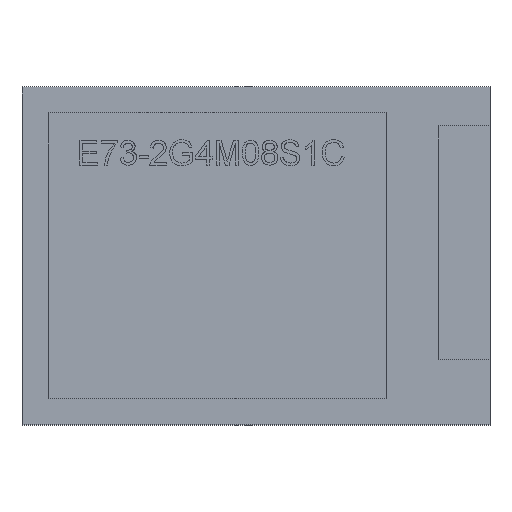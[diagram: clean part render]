
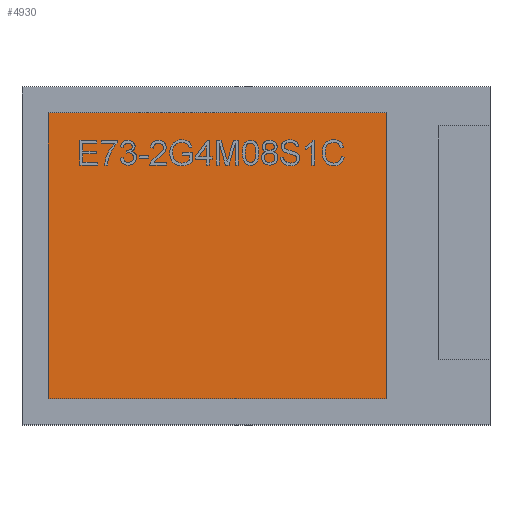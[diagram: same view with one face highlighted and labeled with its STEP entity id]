
A CAD part, top view. The second image highlights one B-rep face of the part: STEP entity #4930.
In plain terms, the highlighted planar face has unit normal (0, 0, 1).
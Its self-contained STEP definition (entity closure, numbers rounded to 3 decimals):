
#4616 = VERTEX_POINT('',#4617);
#4617 = CARTESIAN_POINT('',(1.,-5.5,2.8));
#4624 = PLANE('',#4625);
#4625 = AXIS2_PLACEMENT_3D('',#4626,#4627,#4628);
#4626 = CARTESIAN_POINT('',(1.,-5.5,0.8));
#4627 = DIRECTION('',(1.,0.,0.));
#4628 = DIRECTION('',(0.,0.,1.));
#4636 = PLANE('',#4637);
#4637 = AXIS2_PLACEMENT_3D('',#4638,#4639,#4640);
#4638 = CARTESIAN_POINT('',(1.,-5.5,0.8));
#4639 = DIRECTION('',(0.,1.,0.));
#4640 = DIRECTION('',(0.,0.,1.));
#4677 = VERTEX_POINT('',#4678);
#4678 = CARTESIAN_POINT('',(1.,5.5,2.8));
#4692 = PLANE('',#4693);
#4693 = AXIS2_PLACEMENT_3D('',#4694,#4695,#4696);
#4694 = CARTESIAN_POINT('',(1.,5.5,0.8));
#4695 = DIRECTION('',(0.,1.,0.));
#4696 = DIRECTION('',(0.,0.,1.));
#4704 = EDGE_CURVE('',#4616,#4677,#4705,.T.);
#4705 = SURFACE_CURVE('',#4706,(#4710,#4717),.PCURVE_S1.);
#4706 = LINE('',#4707,#4708);
#4707 = CARTESIAN_POINT('',(1.,-5.5,2.8));
#4708 = VECTOR('',#4709,1.);
#4709 = DIRECTION('',(0.,1.,0.));
#4710 = PCURVE('',#4624,#4711);
#4711 = DEFINITIONAL_REPRESENTATION('',(#4712),#4716);
#4712 = LINE('',#4713,#4714);
#4713 = CARTESIAN_POINT('',(2.,0.));
#4714 = VECTOR('',#4715,1.);
#4715 = DIRECTION('',(0.,-1.));
#4716 = ( GEOMETRIC_REPRESENTATION_CONTEXT(2) 
PARAMETRIC_REPRESENTATION_CONTEXT() REPRESENTATION_CONTEXT('2D SPACE',''
  ) );
#4717 = PCURVE('',#4718,#4723);
#4718 = PLANE('',#4719);
#4719 = AXIS2_PLACEMENT_3D('',#4720,#4721,#4722);
#4720 = CARTESIAN_POINT('',(1.,-5.5,2.8));
#4721 = DIRECTION('',(0.,0.,1.));
#4722 = DIRECTION('',(1.,0.,0.));
#4723 = DEFINITIONAL_REPRESENTATION('',(#4724),#4728);
#4724 = LINE('',#4725,#4726);
#4725 = CARTESIAN_POINT('',(0.,0.));
#4726 = VECTOR('',#4727,1.);
#4727 = DIRECTION('',(0.,1.));
#4728 = ( GEOMETRIC_REPRESENTATION_CONTEXT(2) 
PARAMETRIC_REPRESENTATION_CONTEXT() REPRESENTATION_CONTEXT('2D SPACE',''
  ) );
#4736 = VERTEX_POINT('',#4737);
#4737 = CARTESIAN_POINT('',(14.,-5.5,2.8));
#4744 = PLANE('',#4745);
#4745 = AXIS2_PLACEMENT_3D('',#4746,#4747,#4748);
#4746 = CARTESIAN_POINT('',(14.,-5.5,0.8));
#4747 = DIRECTION('',(1.,0.,0.));
#4748 = DIRECTION('',(0.,0.,1.));
#4787 = VERTEX_POINT('',#4788);
#4788 = CARTESIAN_POINT('',(14.,5.5,2.8));
#4809 = EDGE_CURVE('',#4736,#4787,#4810,.T.);
#4810 = SURFACE_CURVE('',#4811,(#4815,#4822),.PCURVE_S1.);
#4811 = LINE('',#4812,#4813);
#4812 = CARTESIAN_POINT('',(14.,-5.5,2.8));
#4813 = VECTOR('',#4814,1.);
#4814 = DIRECTION('',(0.,1.,0.));
#4815 = PCURVE('',#4744,#4816);
#4816 = DEFINITIONAL_REPRESENTATION('',(#4817),#4821);
#4817 = LINE('',#4818,#4819);
#4818 = CARTESIAN_POINT('',(2.,0.));
#4819 = VECTOR('',#4820,1.);
#4820 = DIRECTION('',(0.,-1.));
#4821 = ( GEOMETRIC_REPRESENTATION_CONTEXT(2) 
PARAMETRIC_REPRESENTATION_CONTEXT() REPRESENTATION_CONTEXT('2D SPACE',''
  ) );
#4822 = PCURVE('',#4718,#4823);
#4823 = DEFINITIONAL_REPRESENTATION('',(#4824),#4828);
#4824 = LINE('',#4825,#4826);
#4825 = CARTESIAN_POINT('',(13.,0.));
#4826 = VECTOR('',#4827,1.);
#4827 = DIRECTION('',(0.,1.));
#4828 = ( GEOMETRIC_REPRESENTATION_CONTEXT(2) 
PARAMETRIC_REPRESENTATION_CONTEXT() REPRESENTATION_CONTEXT('2D SPACE',''
  ) );
#4855 = EDGE_CURVE('',#4616,#4736,#4856,.T.);
#4856 = SURFACE_CURVE('',#4857,(#4861,#4868),.PCURVE_S1.);
#4857 = LINE('',#4858,#4859);
#4858 = CARTESIAN_POINT('',(1.,-5.5,2.8));
#4859 = VECTOR('',#4860,1.);
#4860 = DIRECTION('',(1.,0.,0.));
#4861 = PCURVE('',#4636,#4862);
#4862 = DEFINITIONAL_REPRESENTATION('',(#4863),#4867);
#4863 = LINE('',#4864,#4865);
#4864 = CARTESIAN_POINT('',(2.,0.));
#4865 = VECTOR('',#4866,1.);
#4866 = DIRECTION('',(0.,1.));
#4867 = ( GEOMETRIC_REPRESENTATION_CONTEXT(2) 
PARAMETRIC_REPRESENTATION_CONTEXT() REPRESENTATION_CONTEXT('2D SPACE',''
  ) );
#4868 = PCURVE('',#4718,#4869);
#4869 = DEFINITIONAL_REPRESENTATION('',(#4870),#4874);
#4870 = LINE('',#4871,#4872);
#4871 = CARTESIAN_POINT('',(0.,0.));
#4872 = VECTOR('',#4873,1.);
#4873 = DIRECTION('',(1.,0.));
#4874 = ( GEOMETRIC_REPRESENTATION_CONTEXT(2) 
PARAMETRIC_REPRESENTATION_CONTEXT() REPRESENTATION_CONTEXT('2D SPACE',''
  ) );
#4902 = EDGE_CURVE('',#4677,#4787,#4903,.T.);
#4903 = SURFACE_CURVE('',#4904,(#4908,#4915),.PCURVE_S1.);
#4904 = LINE('',#4905,#4906);
#4905 = CARTESIAN_POINT('',(1.,5.5,2.8));
#4906 = VECTOR('',#4907,1.);
#4907 = DIRECTION('',(1.,0.,0.));
#4908 = PCURVE('',#4692,#4909);
#4909 = DEFINITIONAL_REPRESENTATION('',(#4910),#4914);
#4910 = LINE('',#4911,#4912);
#4911 = CARTESIAN_POINT('',(2.,0.));
#4912 = VECTOR('',#4913,1.);
#4913 = DIRECTION('',(0.,1.));
#4914 = ( GEOMETRIC_REPRESENTATION_CONTEXT(2) 
PARAMETRIC_REPRESENTATION_CONTEXT() REPRESENTATION_CONTEXT('2D SPACE',''
  ) );
#4915 = PCURVE('',#4718,#4916);
#4916 = DEFINITIONAL_REPRESENTATION('',(#4917),#4921);
#4917 = LINE('',#4918,#4919);
#4918 = CARTESIAN_POINT('',(0.,11.));
#4919 = VECTOR('',#4920,1.);
#4920 = DIRECTION('',(1.,0.));
#4921 = ( GEOMETRIC_REPRESENTATION_CONTEXT(2) 
PARAMETRIC_REPRESENTATION_CONTEXT() REPRESENTATION_CONTEXT('2D SPACE',''
  ) );
#4930 = ADVANCED_FACE('',(#4931),#4718,.T.);
#4931 = FACE_BOUND('',#4932,.T.);
#4932 = EDGE_LOOP('',(#4933,#4934,#4935,#4936));
#4933 = ORIENTED_EDGE('',*,*,#4704,.F.);
#4934 = ORIENTED_EDGE('',*,*,#4855,.T.);
#4935 = ORIENTED_EDGE('',*,*,#4809,.T.);
#4936 = ORIENTED_EDGE('',*,*,#4902,.F.);
